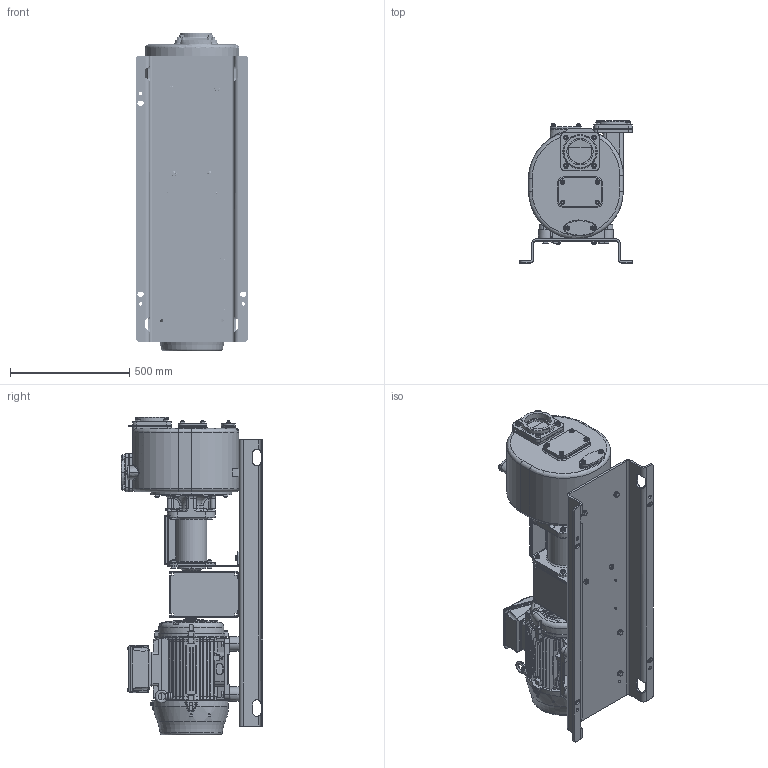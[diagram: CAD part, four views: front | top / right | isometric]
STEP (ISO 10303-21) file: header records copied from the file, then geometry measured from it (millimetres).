
FILE_DESCRIPTION((''),'2;1');
FILE_NAME('S121_K_BIT_SW0001','2015-12-04T',('Nicola'),(''),'CREO PARAMETRIC BY PTC INC, 2015290','CREO PARAMETRIC BY PTC INC, 2015290','');
FILE_SCHEMA(('CONFIG_CONTROL_DESIGN'));
Products named in the file (1): S121_K_BIT_SW0001
Bounding box: 470.5 x 594.5 x 1331.85 mm (x, y, z)
Volume: 88695153.7 mm3; surface area: 5120615.4 mm2
Topology: 1 solids, 6 shells, 5777 faces, 14749 edges, 9270 vertices
Faces by surface type: plane 2672, cylinder 1638, cone 1030, bspline 240, torus 135, sphere 38, extrusion 12, revolution 12
Entity records: 231291 total; most frequent: CARTESIAN_POINT 93770, ORIENTED_EDGE 29442, DIRECTION 27327, EDGE_CURVE 14721, AXIS2_PLACEMENT_3D 9965, VERTEX_POINT 9270, VECTOR 7385, LINE 7373
